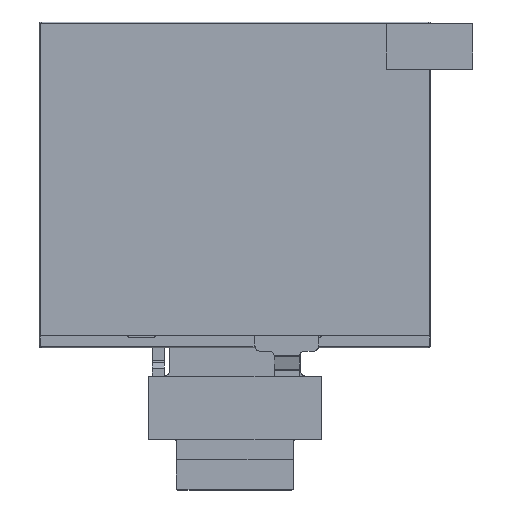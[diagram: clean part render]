
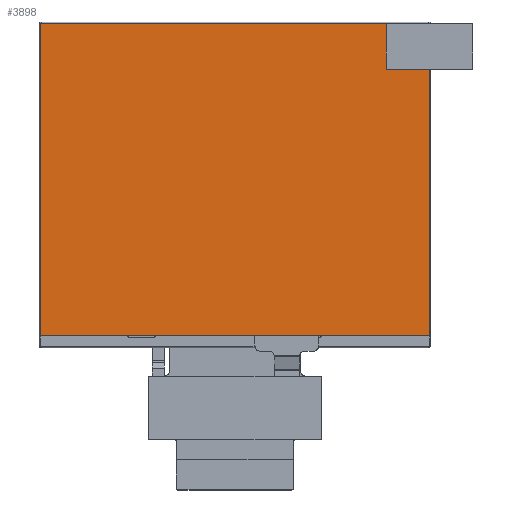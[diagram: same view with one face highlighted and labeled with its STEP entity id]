
A CAD part, top view. The second image highlights one B-rep face of the part: STEP entity #3898.
In plain terms, the highlighted planar face has unit normal (0, 0, 1).
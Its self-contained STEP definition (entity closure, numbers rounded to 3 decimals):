
#825=DIRECTION('',(0.,-1.,0.));
#826=VECTOR('',#825,9.);
#827=CARTESIAN_POINT('',(698.678,-909.703,1.2));
#828=LINE('',#827,#826);
#829=DIRECTION('',(-1.,0.,0.));
#830=VECTOR('',#829,8.5);
#831=CARTESIAN_POINT('',(707.178,-918.703,1.2));
#832=LINE('',#831,#830);
#833=DIRECTION('',(0.,1.,0.));
#834=VECTOR('',#833,52.4);
#835=CARTESIAN_POINT('',(707.178,-971.103,1.2));
#836=LINE('',#835,#834);
#837=DIRECTION('',(1.,0.,0.));
#838=VECTOR('',#837,76.5);
#839=CARTESIAN_POINT('',(630.678,-971.103,1.2));
#840=LINE('',#839,#838);
#841=DIRECTION('',(0.,-1.,0.));
#842=VECTOR('',#841,61.4);
#843=CARTESIAN_POINT('',(630.678,-909.703,1.2));
#844=LINE('',#843,#842);
#845=DIRECTION('',(-1.,0.,0.));
#846=VECTOR('',#845,68.);
#847=CARTESIAN_POINT('',(698.678,-909.703,1.2));
#848=LINE('',#847,#846);
#2208=CARTESIAN_POINT('',(630.678,-909.703,1.2));
#2209=CARTESIAN_POINT('',(630.678,-971.103,1.2));
#2210=VERTEX_POINT('',#2208);
#2211=VERTEX_POINT('',#2209);
#2212=CARTESIAN_POINT('',(707.178,-971.103,1.2));
#2213=VERTEX_POINT('',#2212);
#2248=CARTESIAN_POINT('',(698.678,-909.703,1.2));
#2249=CARTESIAN_POINT('',(698.678,-918.703,1.2));
#2250=VERTEX_POINT('',#2248);
#2251=VERTEX_POINT('',#2249);
#2252=CARTESIAN_POINT('',(707.178,-918.703,1.2));
#2253=VERTEX_POINT('',#2252);
#3883=CARTESIAN_POINT('',(0.,0.,1.2));
#3884=DIRECTION('',(0.,0.,1.));
#3885=DIRECTION('',(1.,0.,0.));
#3886=AXIS2_PLACEMENT_3D('',#3883,#3884,#3885);
#3887=PLANE('',#3886);
#3889=ORIENTED_EDGE('',*,*,#3888,.T.);
#3890=ORIENTED_EDGE('',*,*,#3871,.F.);
#3891=ORIENTED_EDGE('',*,*,#3847,.F.);
#3893=ORIENTED_EDGE('',*,*,#3892,.F.);
#3894=ORIENTED_EDGE('',*,*,#3800,.F.);
#3895=ORIENTED_EDGE('',*,*,#3825,.F.);
#3896=EDGE_LOOP('',(#3889,#3890,#3891,#3893,#3894,#3895));
#3897=FACE_OUTER_BOUND('',#3896,.F.);
#3800=EDGE_CURVE('',#2210,#2211,#844,.T.);
#3825=EDGE_CURVE('',#2250,#2210,#848,.T.);
#3847=EDGE_CURVE('',#2213,#2253,#836,.T.);
#3871=EDGE_CURVE('',#2253,#2251,#832,.T.);
#3888=EDGE_CURVE('',#2250,#2251,#828,.T.);
#3892=EDGE_CURVE('',#2211,#2213,#840,.T.);
#3898=ADVANCED_FACE('',(#3897),#3887,.T.);
